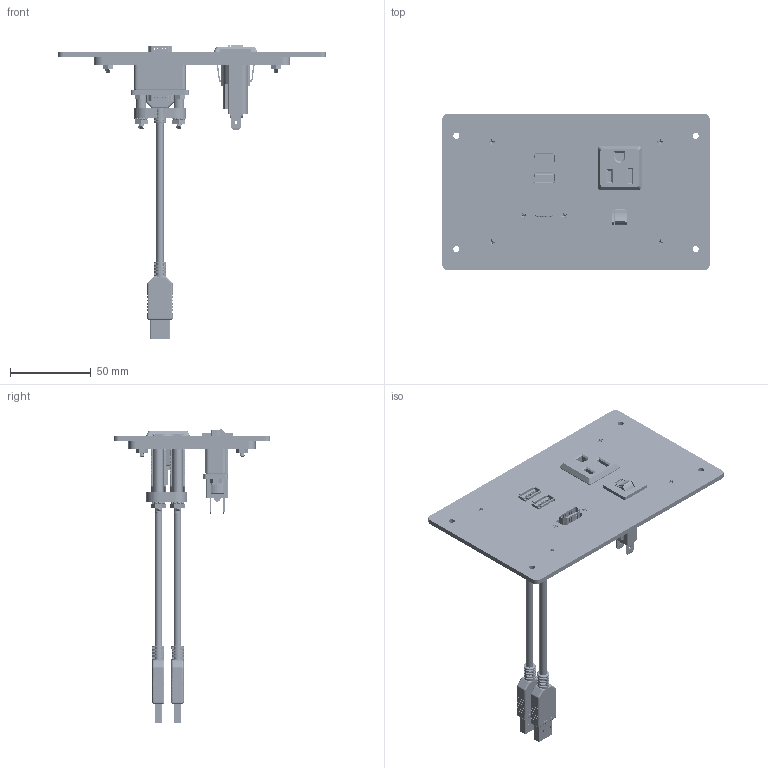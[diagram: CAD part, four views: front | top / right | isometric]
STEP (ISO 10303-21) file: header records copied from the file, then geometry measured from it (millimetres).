
FILE_DESCRIPTION (( 'STEP AP203' ), '1' );
FILE_NAME ('P-P28P29P38-M1R5_3D.STEP', '2020-07-02T14:58:28', ( '' ), ( '' ), 'SwSTEP 2.0', 'SolidWorks 2019', '' );
FILE_SCHEMA (( 'CONFIG_CONTROL_DESIGN' ));
Length unit declared in the file: millimetre
Products named in the file (19): P38; P-P28P29P38-M1R5_BP180_1; Z-002-4401_4HN_90675A005; 4-40 half inch flathead _90273A110; Z-002-632516HN_90675A007; Z-020-3047; P-P28P29P38-M1R5_TP120_2; 632FH_1-3_4-IN; P-P28P29P38-M1R5_TP240_3; Z-000-44011_8FH_91771A116; Z-001-SPR_1-1_4; P29; Z-200-OTLT-R0SQ; CBX; R; Z-CB-SM; P-P28P29P38-M1R5_3D; P28; P-P28P29P38-M1R5_FP120_1
Assembly tree (37 placements, depth 3):
  P-P28P29P38-M1R5_3D
    P-P28P29P38-M1R5_BP180_1
    P28
      Z-020-3047
    P29
      Z-020-3047
    P-P28P29P38-M1R5_TP240_3
    632FH_1-3_4-IN  x4
    Z-001-SPR_1-1_4  x4
    Z-002-632516HN_90675A007  x4
    P-P28P29P38-M1R5_FP120_1
    P38
    P-P28P29P38-M1R5_TP120_2
    Z-000-44011_8FH_91771A116  x2
    Z-002-4401_4HN_90675A005  x6
    4-40 half inch flathead _90273A110  x4
    R
      Z-200-OTLT-R0SQ
    CBX
      Z-CB-SM
Bounding box: 165.14 x 96.38 x 182.02 mm (x, y, z)
Volume: 139251 mm3; surface area: 102409.1 mm2
Topology: 56 solids, 56 shells, 5763 faces, 16320 edges, 10628 vertices
Faces by surface type: plane 2488, cylinder 2378, bspline 482, cone 415
Entity records: 110385 total; most frequent: CARTESIAN_POINT 36264, ORIENTED_EDGE 16306, DIRECTION 13202, EDGE_CURVE 8153, VERTEX_POINT 5310, VECTOR 5308, LINE 5308, AXIS2_PLACEMENT_3D 3947
